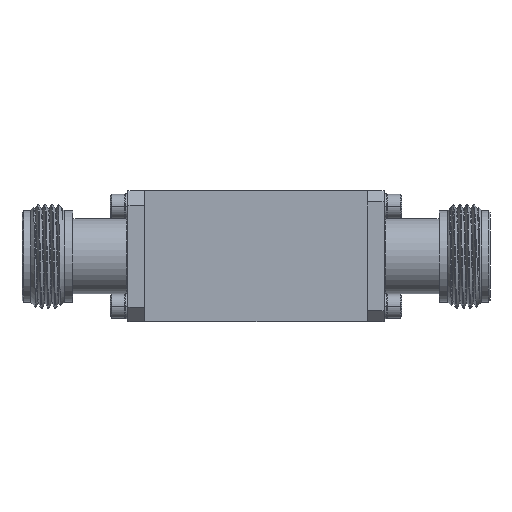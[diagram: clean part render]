
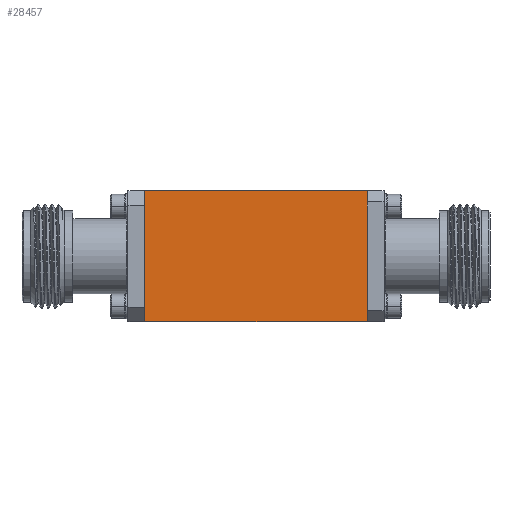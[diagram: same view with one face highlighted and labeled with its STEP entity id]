
A CAD part, left-side view. The second image highlights one B-rep face of the part: STEP entity #28457.
In plain terms, the highlighted planar face has unit normal (-1, 0, 0).
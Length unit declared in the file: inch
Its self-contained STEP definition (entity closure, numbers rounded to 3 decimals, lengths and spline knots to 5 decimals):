
#822 = CARTESIAN_POINT ( 'NONE',  ( -0.84646, -0.66929, -0.32598 ) ) ;
#918 = ORIENTED_EDGE ( 'NONE', *, *, #10303, .F. ) ;
#1022 = LINE ( 'NONE', #28014, #5132 ) ;
#1384 = VECTOR ( 'NONE', #16221, 39.37008 ) ;
#1797 = EDGE_LOOP ( 'NONE', ( #918, #5950, #32011, #7799, #19497, #17088 ) ) ;
#1801 = VECTOR ( 'NONE', #19699, 39.37008 ) ;
#2196 = EDGE_CURVE ( 'NONE', #12056, #19226, #21850, .T. ) ;
#2739 = EDGE_CURVE ( 'NONE', #26083, #25823, #20156, .T. ) ;
#4832 = PLANE ( 'NONE',  #14066 ) ;
#5132 = VECTOR ( 'NONE', #23361, 39.37008 ) ;
#5950 = ORIENTED_EDGE ( 'NONE', *, *, #13368, .T. ) ;
#7799 = ORIENTED_EDGE ( 'NONE', *, *, #11499, .F. ) ;
#7804 = FACE_OUTER_BOUND ( 'NONE', #1797, .T. ) ;
#9539 = CARTESIAN_POINT ( 'NONE',  ( -0.84646, -0.66929, 0.3937 ) ) ;
#10303 = EDGE_CURVE ( 'NONE', #14217, #28194, #19534, .T. ) ;
#11499 = EDGE_CURVE ( 'NONE', #12056, #26083, #13247, .T. ) ;
#12056 = VERTEX_POINT ( 'NONE', #13493 ) ;
#13247 = LINE ( 'NONE', #18709, #1384 ) ;
#13368 = EDGE_CURVE ( 'NONE', #14217, #25823, #1022, .T. ) ;
#13493 = CARTESIAN_POINT ( 'NONE',  ( -0.84646, 0.66929, 0.3937 ) ) ;
#14066 = AXIS2_PLACEMENT_3D ( 'NONE', #27858, #28017, #24866 ) ;
#14096 = CARTESIAN_POINT ( 'NONE',  ( -0.84646, -0.66929, -0.3937 ) ) ;
#14217 = VERTEX_POINT ( 'NONE', #822 ) ;
#15524 = EDGE_CURVE ( 'NONE', #19226, #28194, #19970, .T. ) ;
#16221 = DIRECTION ( 'NONE',  ( 0., -1., 0. ) ) ;
#17088 = ORIENTED_EDGE ( 'NONE', *, *, #15524, .T. ) ;
#18709 = CARTESIAN_POINT ( 'NONE',  ( -0.84646, -0.66929, 0.3937 ) ) ;
#19205 = CARTESIAN_POINT ( 'NONE',  ( -0.84646, 0.66929, 0.3937 ) ) ;
#19226 = VERTEX_POINT ( 'NONE', #21233 ) ;
#19497 = ORIENTED_EDGE ( 'NONE', *, *, #2196, .T. ) ;
#19534 = LINE ( 'NONE', #31926, #28299 ) ;
#19699 = DIRECTION ( 'NONE',  ( 0., 0., -1. ) ) ;
#19970 = LINE ( 'NONE', #22284, #22686 ) ;
#20156 = LINE ( 'NONE', #9539, #26144 ) ;
#20292 = CARTESIAN_POINT ( 'NONE',  ( -0.84646, -0.66929, 0.3937 ) ) ;
#21233 = CARTESIAN_POINT ( 'NONE',  ( -0.84646, 0.66929, -0.3937 ) ) ;
#21850 = LINE ( 'NONE', #19205, #1801 ) ;
#22284 = CARTESIAN_POINT ( 'NONE',  ( -0.84646, -0.66929, -0.3937 ) ) ;
#22686 = VECTOR ( 'NONE', #24588, 39.37008 ) ;
#23361 = DIRECTION ( 'NONE',  ( 0., 0., 1. ) ) ;
#24588 = DIRECTION ( 'NONE',  ( 0., -1., 0. ) ) ;
#24866 = DIRECTION ( 'NONE',  ( 0., 0., -1. ) ) ;
#25823 = VERTEX_POINT ( 'NONE', #26435 ) ;
#26083 = VERTEX_POINT ( 'NONE', #20292 ) ;
#26144 = VECTOR ( 'NONE', #30409, 39.37008 ) ;
#26435 = CARTESIAN_POINT ( 'NONE',  ( -0.84646, -0.66929, 0.32598 ) ) ;
#27126 = DIRECTION ( 'NONE',  ( 0., 0., -1. ) ) ;
#27858 = CARTESIAN_POINT ( 'NONE',  ( -0.84646, -0.66929, 0.3937 ) ) ;
#28014 = CARTESIAN_POINT ( 'NONE',  ( -0.84646, -0.66929, 0.3937 ) ) ;
#28017 = DIRECTION ( 'NONE',  ( 1., 0., 0. ) ) ;
#28194 = VERTEX_POINT ( 'NONE', #14096 ) ;
#28299 = VECTOR ( 'NONE', #27126, 39.37008 ) ;
#28457 = ADVANCED_FACE ( 'NONE', ( #7804 ), #4832, .F. ) ;
#30409 = DIRECTION ( 'NONE',  ( 0., 0., -1. ) ) ;
#31926 = CARTESIAN_POINT ( 'NONE',  ( -0.84646, -0.66929, 0.3937 ) ) ;
#32011 = ORIENTED_EDGE ( 'NONE', *, *, #2739, .F. ) ;
